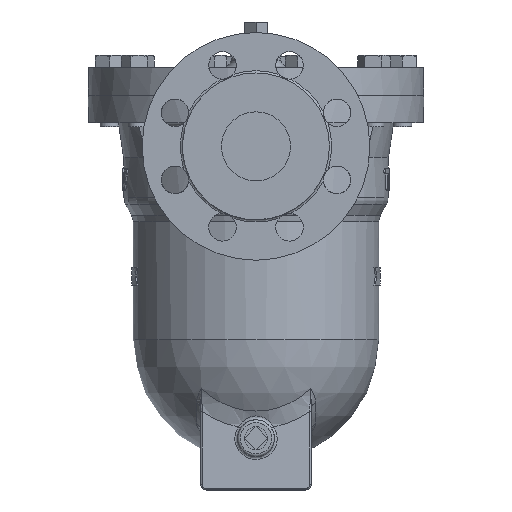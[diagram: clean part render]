
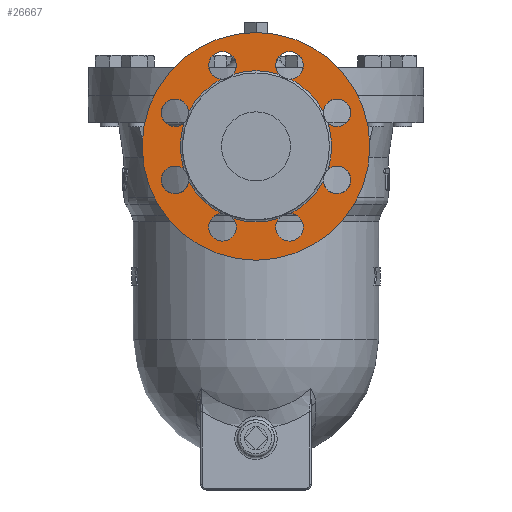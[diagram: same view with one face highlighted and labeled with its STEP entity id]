
A CAD part, left-side view. The second image highlights one B-rep face of the part: STEP entity #26667.
In plain terms, the highlighted planar face has unit normal (-1, 0, 0).
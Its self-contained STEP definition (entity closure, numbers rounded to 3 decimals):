
#607=CARTESIAN_POINT('',(-175.9,-16.67,15.203));
#608=VERTEX_POINT('',#607);
#609=CARTESIAN_POINT('',(-175.9,-25.126,11.7));
#610=VERTEX_POINT('',#609);
#630=CARTESIAN_POINT('',(-175.9,16.67,15.203));
#631=VERTEX_POINT('',#630);
#632=CARTESIAN_POINT('',(-175.9,0.0,-37.));
#633=DIRECTION('',(-1.0,0.0,0.0));
#634=DIRECTION('',(0.0,0.0,-1.0));
#635=AXIS2_PLACEMENT_3D('',#632,#633,#634);
#636=CIRCLE('',#635,54.8);
#637=EDGE_CURVE('',#608,#631,#636,.T.);
#639=CARTESIAN_POINT('',(-175.9,25.126,11.7));
#640=VERTEX_POINT('',#639);
#660=CARTESIAN_POINT('',(-175.9,48.7,-11.874));
#661=VERTEX_POINT('',#660);
#662=CARTESIAN_POINT('',(-175.9,0.0,-37.));
#663=DIRECTION('',(-1.0,0.0,0.0));
#664=DIRECTION('',(0.0,0.0,-1.0));
#665=AXIS2_PLACEMENT_3D('',#662,#663,#664);
#666=CIRCLE('',#665,54.8);
#667=EDGE_CURVE('',#640,#661,#666,.T.);
#669=CARTESIAN_POINT('',(-175.9,52.203,-20.33));
#670=VERTEX_POINT('',#669);
#690=CARTESIAN_POINT('',(-175.9,52.203,-53.67));
#691=VERTEX_POINT('',#690);
#692=CARTESIAN_POINT('',(-175.9,0.0,-37.));
#693=DIRECTION('',(-1.0,0.0,0.0));
#694=DIRECTION('',(0.0,0.0,-1.0));
#695=AXIS2_PLACEMENT_3D('',#692,#693,#694);
#696=CIRCLE('',#695,54.8);
#697=EDGE_CURVE('',#670,#691,#696,.T.);
#699=CARTESIAN_POINT('',(-175.9,48.7,-62.126));
#700=VERTEX_POINT('',#699);
#720=CARTESIAN_POINT('',(-175.9,25.126,-85.7));
#721=VERTEX_POINT('',#720);
#722=CARTESIAN_POINT('',(-175.9,0.0,-37.));
#723=DIRECTION('',(-1.0,0.0,0.0));
#724=DIRECTION('',(0.0,0.0,-1.0));
#725=AXIS2_PLACEMENT_3D('',#722,#723,#724);
#726=CIRCLE('',#725,54.8);
#727=EDGE_CURVE('',#700,#721,#726,.T.);
#729=CARTESIAN_POINT('',(-175.9,16.67,-89.203));
#730=VERTEX_POINT('',#729);
#750=CARTESIAN_POINT('',(-175.9,-16.67,-89.203));
#751=VERTEX_POINT('',#750);
#752=CARTESIAN_POINT('',(-175.9,0.0,-37.));
#753=DIRECTION('',(-1.0,0.0,0.0));
#754=DIRECTION('',(0.0,0.0,-1.0));
#755=AXIS2_PLACEMENT_3D('',#752,#753,#754);
#756=CIRCLE('',#755,54.8);
#757=EDGE_CURVE('',#730,#751,#756,.T.);
#759=CARTESIAN_POINT('',(-175.9,-25.126,-85.7));
#760=VERTEX_POINT('',#759);
#780=CARTESIAN_POINT('',(-175.9,-48.7,-62.126));
#781=VERTEX_POINT('',#780);
#782=CARTESIAN_POINT('',(-175.9,0.0,-37.));
#783=DIRECTION('',(-1.0,0.0,0.0));
#784=DIRECTION('',(0.0,0.0,-1.0));
#785=AXIS2_PLACEMENT_3D('',#782,#783,#784);
#786=CIRCLE('',#785,54.8);
#787=EDGE_CURVE('',#760,#781,#786,.T.);
#789=CARTESIAN_POINT('',(-175.9,-52.203,-53.67));
#790=VERTEX_POINT('',#789);
#810=CARTESIAN_POINT('',(-175.9,-52.203,-20.33));
#811=VERTEX_POINT('',#810);
#812=CARTESIAN_POINT('',(-175.9,0.0,-37.));
#813=DIRECTION('',(-1.0,0.0,0.0));
#814=DIRECTION('',(0.0,0.0,-1.0));
#815=AXIS2_PLACEMENT_3D('',#812,#813,#814);
#816=CIRCLE('',#815,54.8);
#817=EDGE_CURVE('',#790,#811,#816,.T.);
#819=CARTESIAN_POINT('',(-175.9,-48.7,-11.874));
#820=VERTEX_POINT('',#819);
#840=CARTESIAN_POINT('',(-175.9,0.0,-37.));
#841=DIRECTION('',(-1.0,0.0,0.0));
#842=DIRECTION('',(0.0,0.0,-1.0));
#843=AXIS2_PLACEMENT_3D('',#840,#841,#842);
#844=CIRCLE('',#843,54.8);
#845=EDGE_CURVE('',#820,#610,#844,.T.);
#25960=CARTESIAN_POINT('',(-175.9,0.0,45.5));
#25961=VERTEX_POINT('',#25960);
#25962=CARTESIAN_POINT('',(-175.9,0.0,-37.));
#25963=DIRECTION('',(-1.0,0.0,0.0));
#25964=DIRECTION('',(0.0,0.0,1.0));
#25965=AXIS2_PLACEMENT_3D('',#25962,#25963,#25964);
#25966=CIRCLE('',#25965,82.5);
#25967=EDGE_CURVE('',#25961,#25961,#25966,.T.);
#26041=CARTESIAN_POINT('',(-175.9,-24.3,21.666));
#26042=DIRECTION('',(1.0,0.,0.));
#26043=DIRECTION('',(0.,-0.707,0.707));
#26044=AXIS2_PLACEMENT_3D('',#26041,#26042,#26043);
#26045=CIRCLE('',#26044,10.0);
#26046=EDGE_CURVE('',#608,#610,#26045,.T.);
#26081=CARTESIAN_POINT('',(-175.9,-58.666,-12.7));
#26082=DIRECTION('',(1.0,0.0,0.0));
#26083=DIRECTION('',(0.0,-1.0,0.0));
#26084=AXIS2_PLACEMENT_3D('',#26081,#26082,#26083);
#26085=CIRCLE('',#26084,10.0);
#26086=EDGE_CURVE('',#820,#811,#26085,.T.);
#26121=CARTESIAN_POINT('',(-175.9,-58.666,-61.3));
#26122=DIRECTION('',(1.0,0.,0.));
#26123=DIRECTION('',(0.,-0.707,-0.707));
#26124=AXIS2_PLACEMENT_3D('',#26121,#26122,#26123);
#26125=CIRCLE('',#26124,10.0);
#26126=EDGE_CURVE('',#790,#781,#26125,.T.);
#26161=CARTESIAN_POINT('',(-175.9,-24.3,-95.666));
#26162=DIRECTION('',(1.0,0.0,0.0));
#26163=DIRECTION('',(0.0,0.0,-1.0));
#26164=AXIS2_PLACEMENT_3D('',#26161,#26162,#26163);
#26165=CIRCLE('',#26164,10.0);
#26166=EDGE_CURVE('',#760,#751,#26165,.T.);
#26201=CARTESIAN_POINT('',(-175.9,24.3,-95.666));
#26202=DIRECTION('',(1.0,0.,0.));
#26203=DIRECTION('',(0.,0.707,-0.707));
#26204=AXIS2_PLACEMENT_3D('',#26201,#26202,#26203);
#26205=CIRCLE('',#26204,10.0);
#26206=EDGE_CURVE('',#730,#721,#26205,.T.);
#26241=CARTESIAN_POINT('',(-175.9,58.666,-61.3));
#26242=DIRECTION('',(1.0,0.0,0.0));
#26243=DIRECTION('',(0.0,1.0,0.0));
#26244=AXIS2_PLACEMENT_3D('',#26241,#26242,#26243);
#26245=CIRCLE('',#26244,10.0);
#26246=EDGE_CURVE('',#700,#691,#26245,.T.);
#26281=CARTESIAN_POINT('',(-175.9,58.666,-12.7));
#26282=DIRECTION('',(1.0,0.,0.));
#26283=DIRECTION('',(0.,0.707,0.707));
#26284=AXIS2_PLACEMENT_3D('',#26281,#26282,#26283);
#26285=CIRCLE('',#26284,10.0);
#26286=EDGE_CURVE('',#670,#661,#26285,.T.);
#26321=CARTESIAN_POINT('',(-175.9,24.3,21.666));
#26322=DIRECTION('',(1.0,0.0,0.0));
#26323=DIRECTION('',(0.0,0.0,1.0));
#26324=AXIS2_PLACEMENT_3D('',#26321,#26322,#26323);
#26325=CIRCLE('',#26324,10.0);
#26326=EDGE_CURVE('',#640,#631,#26325,.T.);
#26641=CARTESIAN_POINT('',(-175.9,0.0,30.85));
#26642=DIRECTION('',(-1.0,0.0,0.0));
#26643=DIRECTION('',(0.0,0.0,1.0));
#26644=AXIS2_PLACEMENT_3D('',#26641,#26642,#26643);
#26645=PLANE('',#26644);
#26646=ORIENTED_EDGE('',*,*,#25967,.T.);
#26647=EDGE_LOOP('',(#26646));
#26648=FACE_OUTER_BOUND('',#26647,.T.);
#26649=ORIENTED_EDGE('',*,*,#787,.F.);
#26650=ORIENTED_EDGE('',*,*,#26166,.T.);
#26651=ORIENTED_EDGE('',*,*,#757,.F.);
#26652=ORIENTED_EDGE('',*,*,#26206,.T.);
#26653=ORIENTED_EDGE('',*,*,#727,.F.);
#26654=ORIENTED_EDGE('',*,*,#26246,.T.);
#26655=ORIENTED_EDGE('',*,*,#697,.F.);
#26656=ORIENTED_EDGE('',*,*,#26286,.T.);
#26657=ORIENTED_EDGE('',*,*,#667,.F.);
#26658=ORIENTED_EDGE('',*,*,#26326,.T.);
#26659=ORIENTED_EDGE('',*,*,#637,.F.);
#26660=ORIENTED_EDGE('',*,*,#26046,.T.);
#26661=ORIENTED_EDGE('',*,*,#845,.F.);
#26662=ORIENTED_EDGE('',*,*,#26086,.T.);
#26663=ORIENTED_EDGE('',*,*,#817,.F.);
#26664=ORIENTED_EDGE('',*,*,#26126,.T.);
#26665=EDGE_LOOP('',(#26649,#26650,#26651,#26652,#26653,#26654,#26655,#26656,#26657,#26658,#26659,#26660,#26661,#26662,#26663,#26664));
#26666=FACE_BOUND('',#26665,.T.);
#26667=ADVANCED_FACE('',(#26648,#26666),#26645,.T.);
